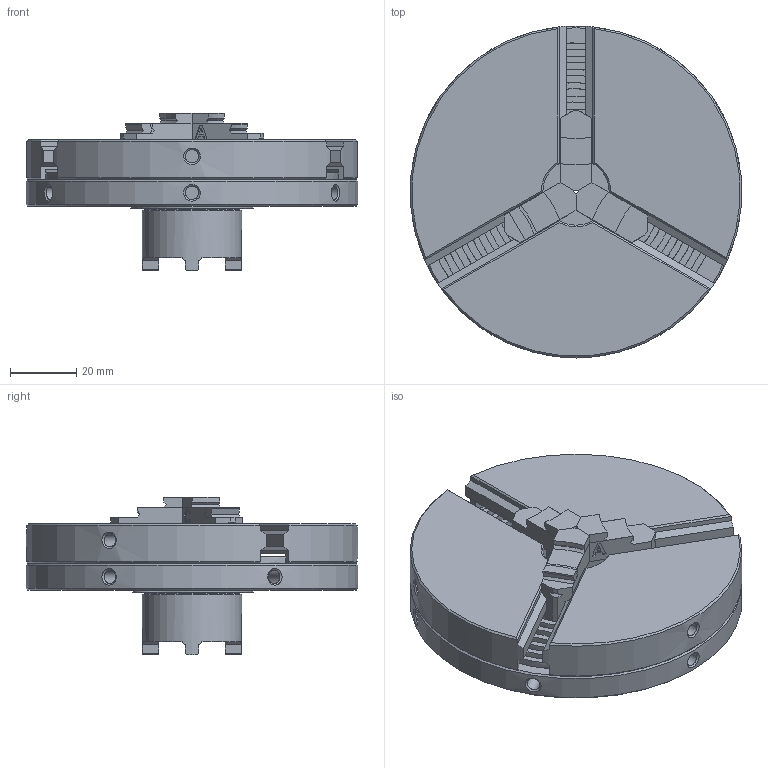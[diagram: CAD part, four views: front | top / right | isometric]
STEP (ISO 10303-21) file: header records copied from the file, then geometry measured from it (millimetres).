
FILE_DESCRIPTION(/* description */ (''),/* implementation_level */ '2;1');
FILE_NAME(/* name */ 'Chuck v16.step',/* time_stamp */ '2024-10-17T22:32:29+01:00',/* author */ (''),/* organization */ (''),/* preprocessor_version */ 'ST-DEVELOPER v20',/* originating_system */ 'Autodesk Translation Framework v13.14.0.145',/* authorisation */ '');
FILE_SCHEMA (('AUTOMOTIVE_DESIGN { 1 0 10303 214 3 1 1 }'));
Length unit declared in the file: millimetre
Products named in the file (10): Chuck; Housing; Scroll Plate; Jaw B; Circlip; Jaw C; Jaw A; Jaw A short; Jaw C short; Jaw B short
Assembly tree (9 placements, depth 2):
  Chuck
    Housing
    Scroll Plate
    Jaw B
    Circlip
    Jaw C
    Jaw A
    Jaw A short
    Jaw C short
    Jaw B short
Bounding box: 100 x 100 x 47.5 mm (x, y, z)
Volume: 150375 mm3; surface area: 62036.7 mm2
Topology: 9 solids, 9 shells, 640 faces, 1823 edges, 1223 vertices
Faces by surface type: plane 401, cylinder 99, bspline 94, cone 46
Full cylindrical faces by diameter (mm): 3 x2, 4 x9, 8.04 x1, 20 x1, 28.5 x1, 30 x2, 30.5 x1, 100 x1
Entity records: 25083 total; most frequent: CARTESIAN_POINT 8725, ORIENTED_EDGE 3646, DIRECTION 2935, EDGE_CURVE 1823, VERTEX_POINT 1223, LINE 1215, VECTOR 1215, AXIS2_PLACEMENT_3D 860
